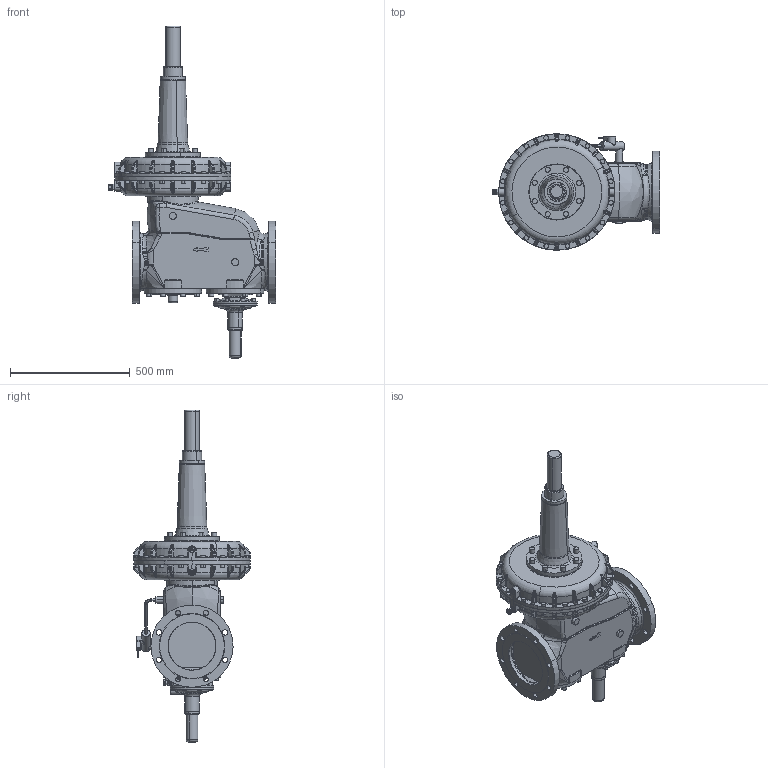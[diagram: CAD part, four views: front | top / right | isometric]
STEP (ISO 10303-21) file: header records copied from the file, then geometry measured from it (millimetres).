
FILE_DESCRIPTION(('CATIA V5 STEP Exchange'),'2;1');
FILE_NAME('RS250 DN200 485 HDS ANSI.stp','2023-04-28T06:23:00+00:00',('none'),('none'),'CATIA Version 5-6 Release 2018 SP2','CATIA V5 STEP AP203','none');
FILE_SCHEMA(('CONFIG_CONTROL_DESIGN'));
Products named in the file (1): RS250-DN200-485-HDS-PN 16
Assembly tree (3 placements, depth 2):
  RS250-DN200-485-HDS-PN 16
    #57
    #128339
    #129199
Bounding box: 700.3 x 485 x 1385.1 mm (x, y, z)
Volume: 78640330.4 mm3; surface area: 2092519.1 mm2
Topology: 4 solids, 32 shells, 2528 faces, 6065 edges, 3502 vertices
Faces by surface type: cylinder 893, bspline 559, torus 515, plane 390, cone 140, sphere 30, revolution 1
Entity records: 132454 total; most frequent: CARTESIAN_POINT 85270, ORIENTED_EDGE 11704, EDGE_CURVE 5852, DIRECTION 5834, VERTEX_POINT 3502, AXIS2_PLACEMENT_3D 3291, EDGE_LOOP 2684, ADVANCED_FACE 2528
